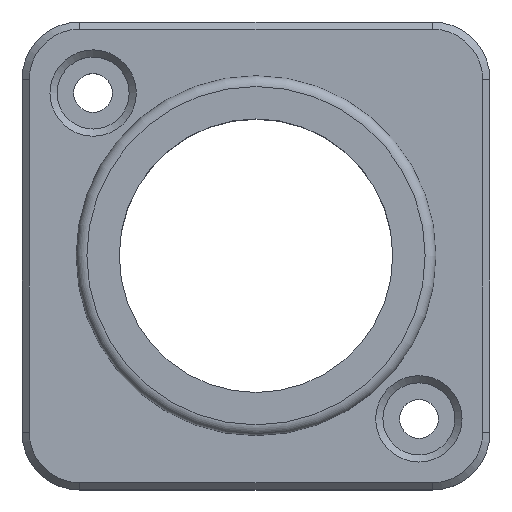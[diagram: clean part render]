
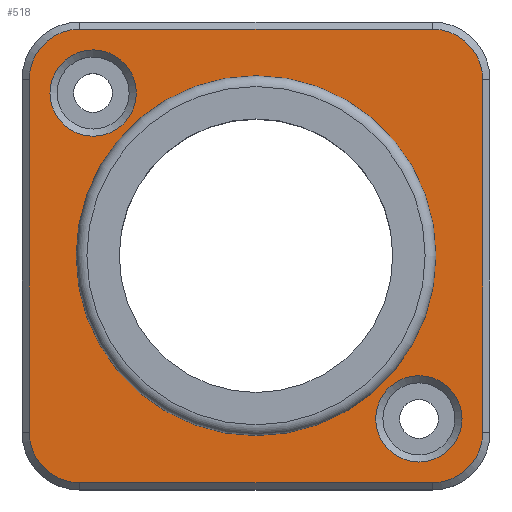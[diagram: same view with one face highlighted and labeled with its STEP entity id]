
A CAD part, top view. The second image highlights one B-rep face of the part: STEP entity #518.
In plain terms, the highlighted planar face has unit normal (0, 0, 1).
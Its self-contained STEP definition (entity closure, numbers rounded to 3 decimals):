
#18=FACE_BOUND('',#97,.T.);
#19=FACE_BOUND('',#98,.T.);
#20=FACE_BOUND('',#99,.T.);
#44=PLANE('',#575);
#63=FACE_OUTER_BOUND('',#96,.T.);
#96=EDGE_LOOP('',(#402,#403,#404,#405,#406,#407,#408,#409));
#97=EDGE_LOOP('',(#410));
#98=EDGE_LOOP('',(#411));
#99=EDGE_LOOP('',(#412));
#127=CIRCLE('',#555,7.);
#129=CIRCLE('',#559,7.);
#131=CIRCLE('',#563,7.);
#133=CIRCLE('',#567,7.);
#136=CIRCLE('',#576,6.);
#137=CIRCLE('',#577,23.);
#138=CIRCLE('',#578,6.);
#164=LINE('',#811,#201);
#168=LINE('',#823,#205);
#172=LINE('',#835,#209);
#176=LINE('',#846,#213);
#201=VECTOR('',#634,10.);
#205=VECTOR('',#646,10.);
#209=VECTOR('',#658,10.);
#213=VECTOR('',#670,10.);
#236=VERTEX_POINT('',#801);
#239=VERTEX_POINT('',#806);
#240=VERTEX_POINT('',#810);
#242=VERTEX_POINT('',#816);
#244=VERTEX_POINT('',#822);
#246=VERTEX_POINT('',#828);
#248=VERTEX_POINT('',#834);
#250=VERTEX_POINT('',#840);
#257=VERTEX_POINT('',#867);
#258=VERTEX_POINT('',#869);
#259=VERTEX_POINT('',#871);
#284=EDGE_CURVE('',#239,#236,#127,.T.);
#285=EDGE_CURVE('',#236,#240,#164,.T.);
#290=EDGE_CURVE('',#240,#242,#129,.T.);
#291=EDGE_CURVE('',#242,#244,#168,.T.);
#296=EDGE_CURVE('',#244,#246,#131,.T.);
#297=EDGE_CURVE('',#246,#248,#172,.T.);
#302=EDGE_CURVE('',#248,#250,#133,.T.);
#303=EDGE_CURVE('',#250,#239,#176,.T.);
#314=EDGE_CURVE('',#257,#257,#136,.T.);
#315=EDGE_CURVE('',#258,#258,#137,.T.);
#316=EDGE_CURVE('',#259,#259,#138,.T.);
#402=ORIENTED_EDGE('',*,*,#284,.F.);
#403=ORIENTED_EDGE('',*,*,#303,.F.);
#404=ORIENTED_EDGE('',*,*,#302,.F.);
#405=ORIENTED_EDGE('',*,*,#297,.F.);
#406=ORIENTED_EDGE('',*,*,#296,.F.);
#407=ORIENTED_EDGE('',*,*,#291,.F.);
#408=ORIENTED_EDGE('',*,*,#290,.F.);
#409=ORIENTED_EDGE('',*,*,#285,.F.);
#410=ORIENTED_EDGE('',*,*,#314,.F.);
#411=ORIENTED_EDGE('',*,*,#315,.T.);
#412=ORIENTED_EDGE('',*,*,#316,.F.);
#518=ADVANCED_FACE('',(#63,#18,#19,#20),#44,.T.);
#555=AXIS2_PLACEMENT_3D('',#808,#630,#631);
#559=AXIS2_PLACEMENT_3D('',#820,#642,#643);
#563=AXIS2_PLACEMENT_3D('',#832,#654,#655);
#567=AXIS2_PLACEMENT_3D('',#844,#666,#667);
#575=AXIS2_PLACEMENT_3D('',#866,#691,#692);
#576=AXIS2_PLACEMENT_3D('',#868,#693,#694);
#577=AXIS2_PLACEMENT_3D('',#870,#695,#696);
#578=AXIS2_PLACEMENT_3D('',#872,#697,#698);
#630=DIRECTION('center_axis',(0.,0.,-1.));
#631=DIRECTION('ref_axis',(-0.707,0.707,0.));
#634=DIRECTION('',(1.,0.,0.));
#642=DIRECTION('center_axis',(0.,0.,-1.));
#643=DIRECTION('ref_axis',(0.707,0.707,0.));
#646=DIRECTION('',(0.,-1.,0.));
#654=DIRECTION('center_axis',(0.,0.,-1.));
#655=DIRECTION('ref_axis',(0.707,-0.707,0.));
#658=DIRECTION('',(-1.,0.,0.));
#666=DIRECTION('center_axis',(0.,0.,-1.));
#667=DIRECTION('ref_axis',(-0.707,-0.707,0.));
#670=DIRECTION('',(0.,1.,0.));
#691=DIRECTION('center_axis',(0.,0.,1.));
#692=DIRECTION('ref_axis',(1.,0.,0.));
#693=DIRECTION('center_axis',(0.,0.,1.));
#694=DIRECTION('ref_axis',(1.,0.,0.));
#695=DIRECTION('center_axis',(0.,0.,-1.));
#696=DIRECTION('ref_axis',(1.,0.,0.));
#697=DIRECTION('center_axis',(0.,0.,1.));
#698=DIRECTION('ref_axis',(1.,0.,0.));
#801=CARTESIAN_POINT('',(-24.5,31.5,9.));
#806=CARTESIAN_POINT('',(-31.5,24.5,9.));
#808=CARTESIAN_POINT('Origin',(-24.5,24.5,9.));
#810=CARTESIAN_POINT('',(24.5,31.5,9.));
#811=CARTESIAN_POINT('',(16.25,31.5,9.));
#816=CARTESIAN_POINT('',(31.5,24.5,9.));
#820=CARTESIAN_POINT('Origin',(24.5,24.5,9.));
#822=CARTESIAN_POINT('',(31.5,-24.5,9.));
#823=CARTESIAN_POINT('',(31.5,-16.25,9.));
#828=CARTESIAN_POINT('',(24.5,-31.5,9.));
#832=CARTESIAN_POINT('Origin',(24.5,-24.5,9.));
#834=CARTESIAN_POINT('',(-24.5,-31.5,9.));
#835=CARTESIAN_POINT('',(-16.25,-31.5,9.));
#840=CARTESIAN_POINT('',(-31.5,-24.5,9.));
#844=CARTESIAN_POINT('Origin',(-24.5,-24.5,9.));
#846=CARTESIAN_POINT('',(-31.5,16.25,9.));
#866=CARTESIAN_POINT('Origin',(0.,0.,
9.));
#867=CARTESIAN_POINT('',(16.627,-22.627,9.));
#868=CARTESIAN_POINT('Origin',(22.627,-22.627,9.));
#869=CARTESIAN_POINT('',(-23.,0.,9.));
#870=CARTESIAN_POINT('Origin',(0.,0.,9.));
#871=CARTESIAN_POINT('',(-28.627,22.627,9.));
#872=CARTESIAN_POINT('Origin',(-22.627,22.627,9.));
